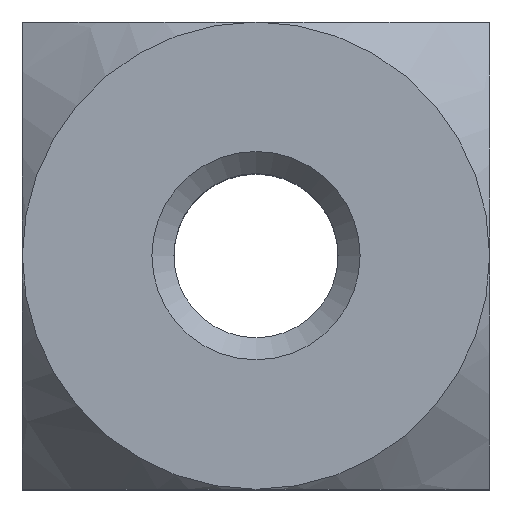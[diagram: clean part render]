
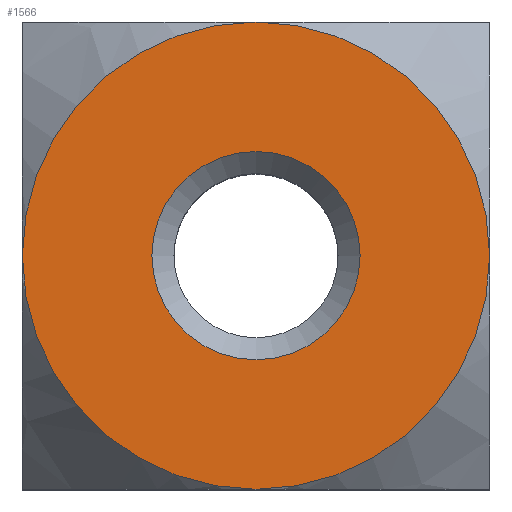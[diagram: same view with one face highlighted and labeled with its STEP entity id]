
A CAD part, top view. The second image highlights one B-rep face of the part: STEP entity #1566.
In plain terms, the highlighted planar face has unit normal (0, 0, 1).
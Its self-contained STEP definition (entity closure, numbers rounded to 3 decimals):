
#334=PLANE('',#1643);
#585=ORIENTED_EDGE('',*,*,#771,.T.);
#586=ORIENTED_EDGE('',*,*,#772,.T.);
#587=ORIENTED_EDGE('',*,*,#770,.F.);
#588=ORIENTED_EDGE('',*,*,#634,.T.);
#589=ORIENTED_EDGE('',*,*,#773,.F.);
#634=EDGE_CURVE('',#778,#779,#866,.T.);
#770=EDGE_CURVE('',#778,#849,#869,.T.);
#771=EDGE_CURVE('',#779,#786,#870,.T.);
#772=EDGE_CURVE('',#786,#849,#871,.T.);
#773=EDGE_CURVE('',#863,#863,#872,.T.);
#778=VERTEX_POINT('',#1936);
#779=VERTEX_POINT('',#1937);
#786=VERTEX_POINT('',#1998);
#849=VERTEX_POINT('',#2244);
#863=VERTEX_POINT('',#2308);
#866=CIRCLE('',#1579,3.5);
#869=CIRCLE('',#1640,3.5);
#870=CIRCLE('',#1642,3.5);
#871=CIRCLE('',#1644,3.5);
#872=CIRCLE('',#1645,1.56);
#935=EDGE_LOOP('',(#585,#586,#587,#588));
#936=EDGE_LOOP('',(#589));
#1013=FACE_BOUND('',#935,.T.);
#1014=FACE_BOUND('',#936,.T.);
#1566=ADVANCED_FACE('',(#1013,#1014),#334,.T.);
#1579=AXIS2_PLACEMENT_3D('',#1935,#1657,#1658);
#1640=AXIS2_PLACEMENT_3D('',#2302,#1904,#1905);
#1642=AXIS2_PLACEMENT_3D('',#2304,#1908,#1909);
#1643=AXIS2_PLACEMENT_3D('',#2305,#1910,#1911);
#1644=AXIS2_PLACEMENT_3D('',#2306,#1912,#1913);
#1645=AXIS2_PLACEMENT_3D('',#2307,#1914,#1915);
#1657=DIRECTION('',(0.,0.,1.));
#1658=DIRECTION('',(1.,0.,0.));
#1904=DIRECTION('',(0.,0.,-1.));
#1905=DIRECTION('',(-1.,0.,0.));
#1908=DIRECTION('',(0.,0.,1.));
#1909=DIRECTION('',(1.,0.,0.));
#1910=DIRECTION('',(0.,0.,1.));
#1911=DIRECTION('',(1.,0.,0.));
#1912=DIRECTION('',(0.,0.,1.));
#1913=DIRECTION('',(1.,0.,0.));
#1914=DIRECTION('',(0.,0.,1.));
#1915=DIRECTION('',(1.,0.,0.));
#1935=CARTESIAN_POINT('',(0.,0.,6.));
#1936=CARTESIAN_POINT('',(-3.5,0.,6.));
#1937=CARTESIAN_POINT('',(0.,-3.5,6.));
#1998=CARTESIAN_POINT('',(3.5,0.,6.));
#2244=CARTESIAN_POINT('',(0.,3.5,6.));
#2302=CARTESIAN_POINT('',(0.,0.,6.));
#2304=CARTESIAN_POINT('',(0.,0.,6.));
#2305=CARTESIAN_POINT('',(-3.5,-3.5,6.));
#2306=CARTESIAN_POINT('',(0.,0.,6.));
#2307=CARTESIAN_POINT('',(0.,0.,6.));
#2308=CARTESIAN_POINT('',(1.56,0.,6.));
